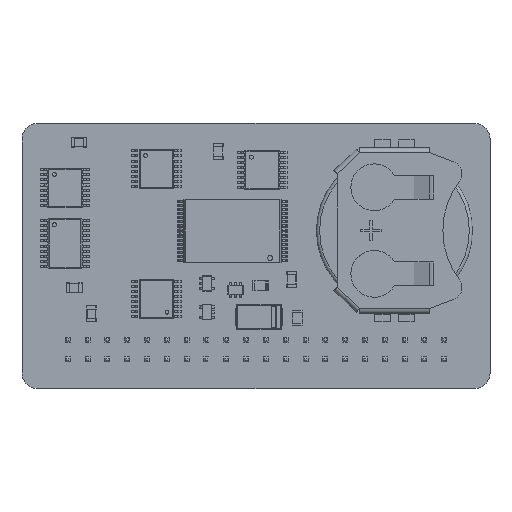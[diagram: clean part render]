
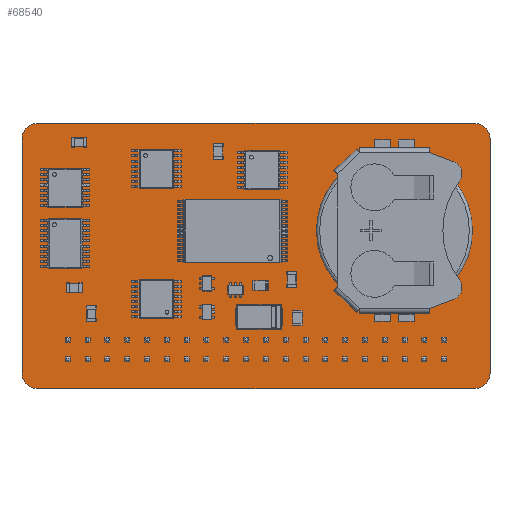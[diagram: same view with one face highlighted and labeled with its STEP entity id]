
A CAD part, top view. The second image highlights one B-rep face of the part: STEP entity #68540.
In plain terms, the highlighted face is planar.
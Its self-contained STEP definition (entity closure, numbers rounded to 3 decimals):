
#68266 = VERTEX_POINT('',#68267);
#68267 = CARTESIAN_POINT('',(28.,17.,1.6));
#68273 = EDGE_CURVE('',#68266,#68274,#68276,.T.);
#68274 = VERTEX_POINT('',#68275);
#68275 = CARTESIAN_POINT('',(30.,15.,1.6));
#68276 = CIRCLE('',#68277,2.);
#68277 = AXIS2_PLACEMENT_3D('',#68278,#68279,#68280);
#68278 = CARTESIAN_POINT('',(28.,15.,1.6));
#68279 = DIRECTION('',(0.,0.,-1.));
#68280 = DIRECTION('',(0.,1.,0.));
#68306 = EDGE_CURVE('',#68274,#68307,#68309,.T.);
#68307 = VERTEX_POINT('',#68308);
#68308 = CARTESIAN_POINT('',(30.,-15.,1.6));
#68309 = LINE('',#68310,#68311);
#68310 = CARTESIAN_POINT('',(30.,15.,1.6));
#68311 = VECTOR('',#68312,1.);
#68312 = DIRECTION('',(0.,-1.,0.));
#68337 = EDGE_CURVE('',#68307,#68338,#68340,.T.);
#68338 = VERTEX_POINT('',#68339);
#68339 = CARTESIAN_POINT('',(28.,-17.,1.6));
#68340 = CIRCLE('',#68341,2.);
#68341 = AXIS2_PLACEMENT_3D('',#68342,#68343,#68344);
#68342 = CARTESIAN_POINT('',(28.,-15.,1.6));
#68343 = DIRECTION('',(0.,0.,-1.));
#68344 = DIRECTION('',(1.,0.,0.));
#68370 = EDGE_CURVE('',#68338,#68371,#68373,.T.);
#68371 = VERTEX_POINT('',#68372);
#68372 = CARTESIAN_POINT('',(-28.,-17.,1.6));
#68373 = LINE('',#68374,#68375);
#68374 = CARTESIAN_POINT('',(28.,-17.,1.6));
#68375 = VECTOR('',#68376,1.);
#68376 = DIRECTION('',(-1.,0.,0.));
#68401 = EDGE_CURVE('',#68371,#68402,#68404,.T.);
#68402 = VERTEX_POINT('',#68403);
#68403 = CARTESIAN_POINT('',(-30.,-15.,1.6));
#68404 = CIRCLE('',#68405,2.);
#68405 = AXIS2_PLACEMENT_3D('',#68406,#68407,#68408);
#68406 = CARTESIAN_POINT('',(-28.,-15.,1.6));
#68407 = DIRECTION('',(0.,0.,-1.));
#68408 = DIRECTION('',(0.,-1.,-0.));
#68434 = EDGE_CURVE('',#68402,#68435,#68437,.T.);
#68435 = VERTEX_POINT('',#68436);
#68436 = CARTESIAN_POINT('',(-30.,15.,1.6));
#68437 = LINE('',#68438,#68439);
#68438 = CARTESIAN_POINT('',(-30.,-15.,1.6));
#68439 = VECTOR('',#68440,1.);
#68440 = DIRECTION('',(0.,1.,0.));
#68465 = EDGE_CURVE('',#68435,#68466,#68468,.T.);
#68466 = VERTEX_POINT('',#68467);
#68467 = CARTESIAN_POINT('',(-28.,17.,1.6));
#68468 = CIRCLE('',#68469,2.);
#68469 = AXIS2_PLACEMENT_3D('',#68470,#68471,#68472);
#68470 = CARTESIAN_POINT('',(-28.,15.,1.6));
#68471 = DIRECTION('',(0.,0.,-1.));
#68472 = DIRECTION('',(-1.,0.,-0.));
#68498 = EDGE_CURVE('',#68466,#68499,#68501,.T.);
#68499 = VERTEX_POINT('',#68500);
#68500 = CARTESIAN_POINT('',(28.,17.,1.6));
#68501 = LINE('',#68502,#68503);
#68502 = CARTESIAN_POINT('',(-28.,17.,1.6));
#68503 = VECTOR('',#68504,1.);
#68504 = DIRECTION('',(1.,0.,0.));
#68540 = ADVANCED_FACE('',(#68541),#68551,.T.);
#68541 = FACE_BOUND('',#68542,.T.);
#68542 = EDGE_LOOP('',(#68543,#68544,#68545,#68546,#68547,#68548,#68549,
    #68550));
#68543 = ORIENTED_EDGE('',*,*,#68273,.T.);
#68544 = ORIENTED_EDGE('',*,*,#68306,.T.);
#68545 = ORIENTED_EDGE('',*,*,#68337,.T.);
#68546 = ORIENTED_EDGE('',*,*,#68370,.T.);
#68547 = ORIENTED_EDGE('',*,*,#68401,.T.);
#68548 = ORIENTED_EDGE('',*,*,#68434,.T.);
#68549 = ORIENTED_EDGE('',*,*,#68465,.T.);
#68550 = ORIENTED_EDGE('',*,*,#68498,.T.);
#68551 = PLANE('',#68552);
#68552 = AXIS2_PLACEMENT_3D('',#68553,#68554,#68555);
#68553 = CARTESIAN_POINT('',(0.,0.,1.6)
  );
#68554 = DIRECTION('',(0.,0.,1.));
#68555 = DIRECTION('',(1.,0.,-0.));
